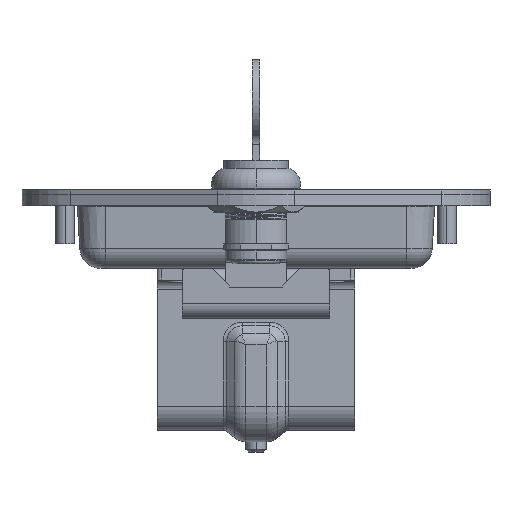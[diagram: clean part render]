
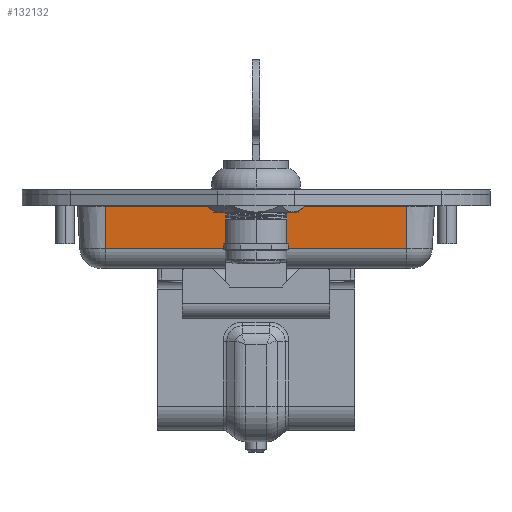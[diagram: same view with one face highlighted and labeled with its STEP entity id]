
A CAD part, front view. The second image highlights one B-rep face of the part: STEP entity #132132.
In plain terms, the highlighted planar face has unit normal (0, -0.999, -0.052).
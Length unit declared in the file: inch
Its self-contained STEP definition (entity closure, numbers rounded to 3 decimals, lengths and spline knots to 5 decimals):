
#3891 = LINE ( 'NONE', #21168, #32561 ) ;
#5534 = ORIENTED_EDGE ( 'NONE', *, *, #33976, .T. ) ;
#21168 = CARTESIAN_POINT ( 'NONE',  ( -1.5275, -2.03393, -0.00251 ) ) ;
#23956 = CARTESIAN_POINT ( 'NONE',  ( 1.5275, -2.00307, -0.59141 ) ) ;
#25910 = VERTEX_POINT ( 'NONE', #64682 ) ;
#30090 = LINE ( 'NONE', #160947, #115758 ) ;
#32358 = VERTEX_POINT ( 'NONE', #143341 ) ;
#32561 = VECTOR ( 'NONE', #66413, 39.37008 ) ;
#33976 = EDGE_CURVE ( 'NONE', #163090, #32358, #119871, .T. ) ;
#64682 = CARTESIAN_POINT ( 'NONE',  ( -1.5275, -2.02549, -0.16362 ) ) ;
#64959 = ORIENTED_EDGE ( 'NONE', *, *, #96691, .F. ) ;
#66033 = DIRECTION ( 'NONE',  ( 0., -0.999, -0.052 ) ) ;
#66413 = DIRECTION ( 'NONE',  ( 0., -0.052, 0.999 ) ) ;
#74668 = VECTOR ( 'NONE', #135467, 39.37008 ) ;
#80725 = VECTOR ( 'NONE', #113970, 39.37008 ) ;
#84616 = AXIS2_PLACEMENT_3D ( 'NONE', #111914, #66033, #139238 ) ;
#89179 = VERTEX_POINT ( 'NONE', #176011 ) ;
#93345 = FACE_OUTER_BOUND ( 'NONE', #143065, .T. ) ;
#96691 = EDGE_CURVE ( 'NONE', #163090, #89179, #125887, .T. ) ;
#101107 = EDGE_CURVE ( 'NONE', #25910, #32358, #30090, .T. ) ;
#110413 = ORIENTED_EDGE ( 'NONE', *, *, #101107, .F. ) ;
#111914 = CARTESIAN_POINT ( 'NONE',  ( 1.5275, -2.03393, -0.00251 ) ) ;
#113970 = DIRECTION ( 'NONE',  ( -1., 0., 0. ) ) ;
#115758 = VECTOR ( 'NONE', #163587, 39.37008 ) ;
#119871 = LINE ( 'NONE', #138090, #74668 ) ;
#125887 = LINE ( 'NONE', #175074, #80725 ) ;
#132132 = ADVANCED_FACE ( 'NONE', ( #93345 ), #140554, .T. ) ;
#135467 = DIRECTION ( 'NONE',  ( 0., -0.052, 0.999 ) ) ;
#135663 = ORIENTED_EDGE ( 'NONE', *, *, #163640, .F. ) ;
#138090 = CARTESIAN_POINT ( 'NONE',  ( 1.5275, -2.03393, -0.00251 ) ) ;
#139238 = DIRECTION ( 'NONE',  ( 0., 0.052, -0.999 ) ) ;
#140554 = PLANE ( 'NONE',  #84616 ) ;
#143065 = EDGE_LOOP ( 'NONE', ( #5534, #110413, #135663, #64959 ) ) ;
#143341 = CARTESIAN_POINT ( 'NONE',  ( 1.5275, -2.02549, -0.16362 ) ) ;
#160947 = CARTESIAN_POINT ( 'NONE',  ( 1.5275, -2.02549, -0.16362 ) ) ;
#163090 = VERTEX_POINT ( 'NONE', #23956 ) ;
#163587 = DIRECTION ( 'NONE',  ( 1., 0., 0. ) ) ;
#163640 = EDGE_CURVE ( 'NONE', #89179, #25910, #3891, .T. ) ;
#175074 = CARTESIAN_POINT ( 'NONE',  ( 1.5275, -2.00307, -0.59141 ) ) ;
#176011 = CARTESIAN_POINT ( 'NONE',  ( -1.5275, -2.00307, -0.59141 ) ) ;
